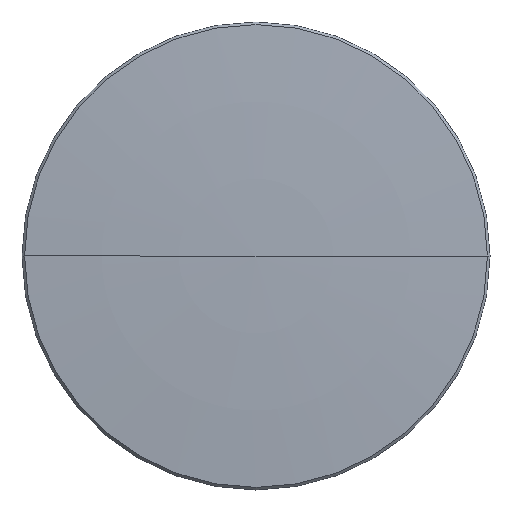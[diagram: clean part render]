
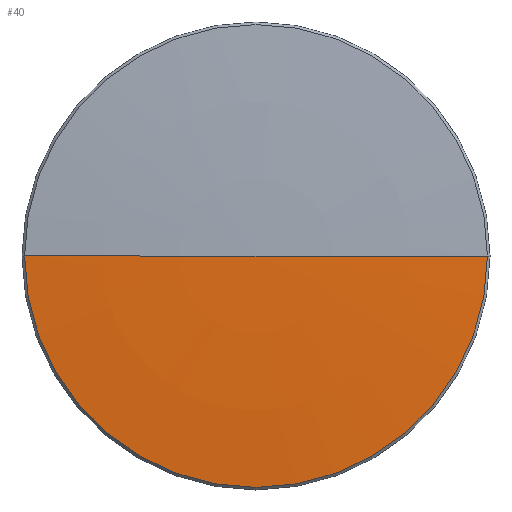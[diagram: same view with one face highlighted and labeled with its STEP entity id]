
A CAD part, left-side view. The second image highlights one B-rep face of the part: STEP entity #40.
In plain terms, the highlighted toroidal (fillet/blend) face has major radius 0.256 mm and minor radius 183.6 mm.
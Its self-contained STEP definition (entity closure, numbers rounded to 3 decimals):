
#35 = EDGE_CURVE ( 'NONE', #71, #47, #175, .T. ) ;
#36 = ORIENTED_EDGE ( 'NONE', *, *, #49, .T. ) ;
#40 = ADVANCED_FACE ( 'NONE', ( #239 ), #222, .T. ) ;
#47 = VERTEX_POINT ( 'NONE', #143 ) ;
#48 = ORIENTED_EDGE ( 'NONE', *, *, #35, .F. ) ;
#49 = EDGE_CURVE ( 'NONE', #70, #47, #142, .T. ) ;
#50 = EDGE_LOOP ( 'NONE', ( #48, #54, #36 ) ) ;
#54 = ORIENTED_EDGE ( 'NONE', *, *, #55, .T. ) ;
#55 = EDGE_CURVE ( 'NONE', #71, #70, #212, .T. ) ;
#70 = VERTEX_POINT ( 'NONE', #335 ) ;
#71 = VERTEX_POINT ( 'NONE', #395 ) ;
#138 = DIRECTION ( 'NONE',  ( -1., 0., 0. ) ) ;
#139 = DIRECTION ( 'NONE',  ( 0., 0., -1. ) ) ;
#140 = CARTESIAN_POINT ( 'NONE',  ( 182.15, 0.256, 0. ) ) ;
#141 = AXIS2_PLACEMENT_3D ( 'NONE', #140, #139, #138 ) ;
#142 = CIRCLE ( 'NONE', #141, 183.6 ) ;
#143 = CARTESIAN_POINT ( 'NONE',  ( -1.45, 0., 0. ) ) ;
#171 = DIRECTION ( 'NONE',  ( 0., -1., 0. ) ) ;
#172 = DIRECTION ( 'NONE',  ( 0., 0., 1. ) ) ;
#173 = CARTESIAN_POINT ( 'NONE',  ( 182.15, -0.256, 0. ) ) ;
#174 = AXIS2_PLACEMENT_3D ( 'NONE', #173, #172, #171 ) ;
#175 = CIRCLE ( 'NONE', #174, 183.6 ) ;
#208 = DIRECTION ( 'NONE',  ( 0., -1., 0. ) ) ;
#209 = DIRECTION ( 'NONE',  ( -1., 0., 0. ) ) ;
#210 = CARTESIAN_POINT ( 'NONE',  ( -1.002, 0., 0. ) ) ;
#211 = AXIS2_PLACEMENT_3D ( 'NONE', #210, #209, #208 ) ;
#212 = CIRCLE ( 'NONE', #211, 12.559 ) ;
#218 = DIRECTION ( 'NONE',  ( 0., -1., 0. ) ) ;
#219 = DIRECTION ( 'NONE',  ( -1., 0., 0. ) ) ;
#220 = CARTESIAN_POINT ( 'NONE',  ( 182.15, 0., 0. ) ) ;
#221 = AXIS2_PLACEMENT_3D ( 'NONE', #220, #219, #218 ) ;
#222 = TOROIDAL_SURFACE ( 'NONE', #221, -0.256, 183.6 ) ;
#239 = FACE_OUTER_BOUND ( 'NONE', #50, .T. ) ;
#335 = CARTESIAN_POINT ( 'NONE',  ( -1.002, -12.559, 0. ) ) ;
#395 = CARTESIAN_POINT ( 'NONE',  ( -1.002, 12.559, 0. ) ) ;
